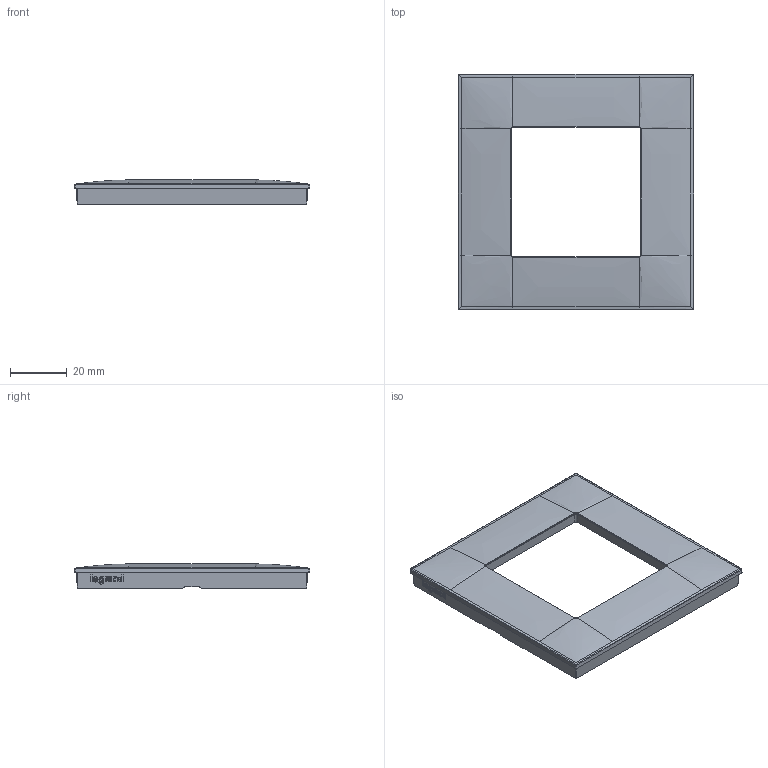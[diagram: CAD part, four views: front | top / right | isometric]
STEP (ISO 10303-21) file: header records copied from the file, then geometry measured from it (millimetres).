
FILE_DESCRIPTION(('CATIA V5 STEP Exchange','CAx-IF Rec.Pracs.--- Model Styling and Organization---1.4--- 2014-01-23'),'2;1');
FILE_NAME('T002012_A-ASS-1.stp','2021-01-28T08:02:08+00:00',('none'),('none'),'CATIA Version 5-6 Release 2017 SP3','CATIA V5 STEP AP214','none');
FILE_SCHEMA(('AUTOMOTIVE_DESIGN { 1 0 10303 214 1 1 1 1 }'));
Products named in the file (3): T002012_A ; ED06954_A; ED06955_A
Assembly tree (2 placements, depth 2):
  T002012_A 
    ED06954_A
    ED06955_A
Bounding box: 83.02 x 83.02 x 8.5 mm (x, y, z)
Volume: 14154 mm3; surface area: 20771 mm2
Topology: 2 solids, 2 shells, 2156 faces, 5700 edges, 3718 vertices
Faces by surface type: plane 1139, extrusion 475, cylinder 221, bspline 219, cone 78, sphere 24
Entity records: 94059 total; most frequent: CARTESIAN_POINT 48726, ORIENTED_EDGE 11368, EDGE_CURVE 5684, DIRECTION 5415, VERTEX_POINT 3718, B_SPLINE_CURVE_WITH_KNOTS 3399, VECTOR 2975, LINE 2500
